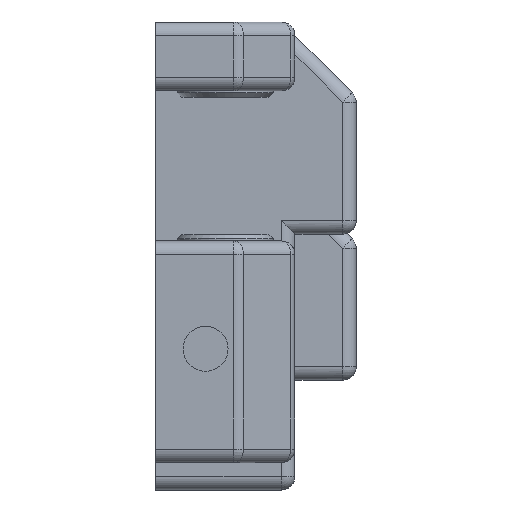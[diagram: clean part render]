
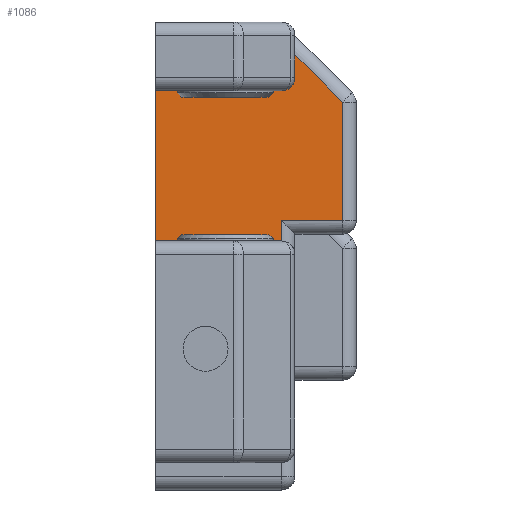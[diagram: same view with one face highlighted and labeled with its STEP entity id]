
A CAD part, left-side view. The second image highlights one B-rep face of the part: STEP entity #1086.
In plain terms, the highlighted planar face has unit normal (-1, 0, 0).
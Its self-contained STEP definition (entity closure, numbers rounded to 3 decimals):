
#677=CARTESIAN_POINT('',(162.611,1005.278,20.35));
#678=VERTEX_POINT('',#677);
#685=CARTESIAN_POINT('',(162.611,1005.278,31.35));
#686=VERTEX_POINT('',#685);
#687=CARTESIAN_POINT('',(162.611,1005.278,20.35));
#688=DIRECTION('',(0.,0.,1.));
#689=VECTOR('',#688,11.);
#690=LINE('',#687,#689);
#691=EDGE_CURVE('',#678,#686,#690,.T.);
#716=CARTESIAN_POINT('',(162.611,995.078,34.019));
#717=VERTEX_POINT('',#716);
#743=CARTESIAN_POINT('',(162.611,995.078,32.35));
#744=VERTEX_POINT('',#743);
#751=CARTESIAN_POINT('',(162.611,995.078,32.35));
#752=DIRECTION('',(0.,0.,1.));
#753=VECTOR('',#752,1.669);
#754=LINE('',#751,#753);
#755=EDGE_CURVE('',#744,#717,#754,.T.);
#867=CARTESIAN_POINT('',(162.611,996.078,31.35));
#868=VERTEX_POINT('',#867);
#869=CARTESIAN_POINT('',(162.611,1005.278,31.35));
#870=DIRECTION('',(0.,-1.,0.));
#871=VECTOR('',#870,9.2);
#872=LINE('',#869,#871);
#873=EDGE_CURVE('',#686,#868,#872,.T.);
#917=CARTESIAN_POINT('',(162.611,996.078,20.35));
#918=VERTEX_POINT('',#917);
#925=CARTESIAN_POINT('',(162.611,1005.278,20.35));
#926=DIRECTION('',(0.,-1.,0.));
#927=VECTOR('',#926,9.2);
#928=LINE('',#925,#927);
#929=EDGE_CURVE('',#678,#918,#928,.T.);
#1038=CARTESIAN_POINT('',(162.611,1006.078,25.113));
#1039=DIRECTION('',(-1.,0.,0.));
#1040=DIRECTION('',(0.,0.,1.));
#1041=AXIS2_PLACEMENT_3D('',#1038,#1039,#1040);
#1042=PLANE('',#1041);
#1043=ORIENTED_EDGE('',*,*,#929,.T.);
#1044=CARTESIAN_POINT('',(162.611,996.078,21.85));
#1045=VERTEX_POINT('',#1044);
#1046=CARTESIAN_POINT('',(162.611,996.078,20.35));
#1047=DIRECTION('',(-0.,-0.,1.));
#1048=VECTOR('',#1047,1.5);
#1049=LINE('',#1046,#1048);
#1050=EDGE_CURVE('',#918,#1045,#1049,.T.);
#1051=ORIENTED_EDGE('',*,*,#1050,.T.);
#1052=CARTESIAN_POINT('',(162.611,991.578,21.85));
#1053=VERTEX_POINT('',#1052);
#1054=CARTESIAN_POINT('',(162.611,996.078,21.85));
#1055=DIRECTION('',(-0.,-1.,-0.));
#1056=VECTOR('',#1055,4.5);
#1057=LINE('',#1054,#1056);
#1058=EDGE_CURVE('',#1045,#1053,#1057,.T.);
#1059=ORIENTED_EDGE('',*,*,#1058,.T.);
#1060=CARTESIAN_POINT('',(162.611,991.578,30.519));
#1061=VERTEX_POINT('',#1060);
#1062=CARTESIAN_POINT('',(162.611,991.578,21.85));
#1063=DIRECTION('',(-0.,-0.,1.));
#1064=VECTOR('',#1063,8.669);
#1065=LINE('',#1062,#1064);
#1066=EDGE_CURVE('',#1053,#1061,#1065,.T.);
#1067=ORIENTED_EDGE('',*,*,#1066,.T.);
#1068=CARTESIAN_POINT('',(162.611,991.578,30.519));
#1069=DIRECTION('',(0.,0.707,0.707));
#1070=VECTOR('',#1069,4.95);
#1071=LINE('',#1068,#1070);
#1072=EDGE_CURVE('',#1061,#717,#1071,.T.);
#1073=ORIENTED_EDGE('',*,*,#1072,.T.);
#1074=ORIENTED_EDGE('',*,*,#755,.F.);
#1075=CARTESIAN_POINT('',(162.611,996.078,32.35));
#1076=DIRECTION('',(1.,-0.,-0.));
#1077=DIRECTION('',(0.,0.,1.));
#1078=AXIS2_PLACEMENT_3D('',#1075,#1076,#1077);
#1079=CIRCLE('',#1078,1.);
#1080=EDGE_CURVE('',#744,#868,#1079,.T.);
#1081=ORIENTED_EDGE('',*,*,#1080,.T.);
#1082=ORIENTED_EDGE('',*,*,#873,.F.);
#1083=ORIENTED_EDGE('',*,*,#691,.F.);
#1084=EDGE_LOOP('',(#1043,#1051,#1059,#1067,#1073,#1074,#1081,#1082,#1083));
#1085=FACE_BOUND('',#1084,.T.);
#1086=ADVANCED_FACE('',(#1085),#1042,.T.);
